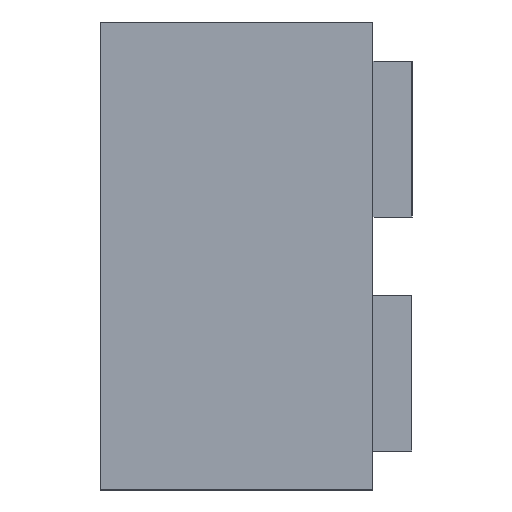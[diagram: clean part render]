
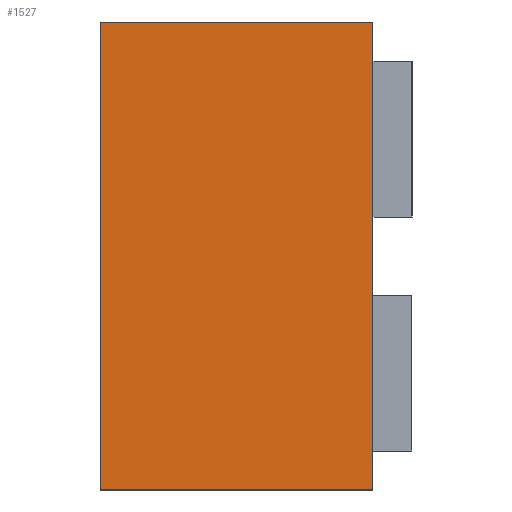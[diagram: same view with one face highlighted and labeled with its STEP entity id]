
A CAD part, left-side view. The second image highlights one B-rep face of the part: STEP entity #1527.
In plain terms, the highlighted planar face has unit normal (-1, 0, 0).
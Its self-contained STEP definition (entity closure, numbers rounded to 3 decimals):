
#25 = DIRECTION ( 'NONE',  ( 0., 0., 1. ) ) ;
#36 = ORIENTED_EDGE ( 'NONE', *, *, #1058, .T. ) ;
#123 = DIRECTION ( 'NONE',  ( 0., -1., 0. ) ) ;
#144 = LINE ( 'NONE', #277, #947 ) ;
#203 = LINE ( 'NONE', #506, #945 ) ;
#277 = CARTESIAN_POINT ( 'NONE',  ( -0.5, 0.4, 0.3 ) ) ;
#323 = VECTOR ( 'NONE', #1437, 1000. ) ;
#362 = AXIS2_PLACEMENT_3D ( 'NONE', #1375, #1248, #889 ) ;
#438 = CARTESIAN_POINT ( 'NONE',  ( -0.5, 1.966, 0.3 ) ) ;
#454 = VERTEX_POINT ( 'NONE', #899 ) ;
#455 = FACE_OUTER_BOUND ( 'NONE', #1076, .T. ) ;
#506 = CARTESIAN_POINT ( 'NONE',  ( -0.5, 1.966, -0.3 ) ) ;
#545 = EDGE_CURVE ( 'NONE', #824, #921, #144, .T. ) ;
#634 = DIRECTION ( 'NONE',  ( 0., 0., 1. ) ) ;
#697 = LINE ( 'NONE', #438, #323 ) ;
#743 = CARTESIAN_POINT ( 'NONE',  ( -0.5, 0.05, 0.3 ) ) ;
#811 = VERTEX_POINT ( 'NONE', #1529 ) ;
#824 = VERTEX_POINT ( 'NONE', #1162 ) ;
#846 = ORIENTED_EDGE ( 'NONE', *, *, #545, .F. ) ;
#878 = ORIENTED_EDGE ( 'NONE', *, *, #1457, .T. ) ;
#889 = DIRECTION ( 'NONE',  ( 0., 0., -1. ) ) ;
#893 = CARTESIAN_POINT ( 'NONE',  ( -0.5, 0.4, 0.3 ) ) ;
#899 = CARTESIAN_POINT ( 'NONE',  ( -0.5, 0.05, 0.3 ) ) ;
#903 = PLANE ( 'NONE',  #362 ) ;
#921 = VERTEX_POINT ( 'NONE', #893 ) ;
#945 = VECTOR ( 'NONE', #123, 1000. ) ;
#947 = VECTOR ( 'NONE', #25, 1000. ) ;
#1058 = EDGE_CURVE ( 'NONE', #824, #811, #203, .T. ) ;
#1076 = EDGE_LOOP ( 'NONE', ( #846, #36, #878, #1445 ) ) ;
#1162 = CARTESIAN_POINT ( 'NONE',  ( -0.5, 0.4, -0.3 ) ) ;
#1193 = EDGE_CURVE ( 'NONE', #921, #454, #697, .T. ) ;
#1248 = DIRECTION ( 'NONE',  ( 1., 0., 0. ) ) ;
#1311 = LINE ( 'NONE', #743, #1590 ) ;
#1375 = CARTESIAN_POINT ( 'NONE',  ( -0.5, 1.966, 0.3 ) ) ;
#1437 = DIRECTION ( 'NONE',  ( 0., -1., 0. ) ) ;
#1445 = ORIENTED_EDGE ( 'NONE', *, *, #1193, .F. ) ;
#1457 = EDGE_CURVE ( 'NONE', #811, #454, #1311, .T. ) ;
#1527 = ADVANCED_FACE ( 'NONE', ( #455 ), #903, .F. ) ;
#1529 = CARTESIAN_POINT ( 'NONE',  ( -0.5, 0.05, -0.3 ) ) ;
#1590 = VECTOR ( 'NONE', #634, 1000. ) ;
